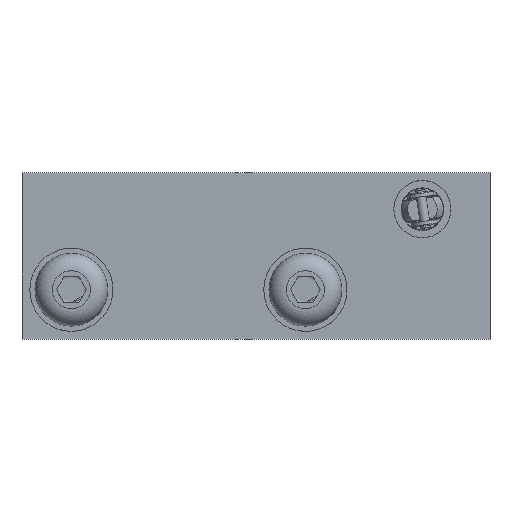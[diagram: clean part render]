
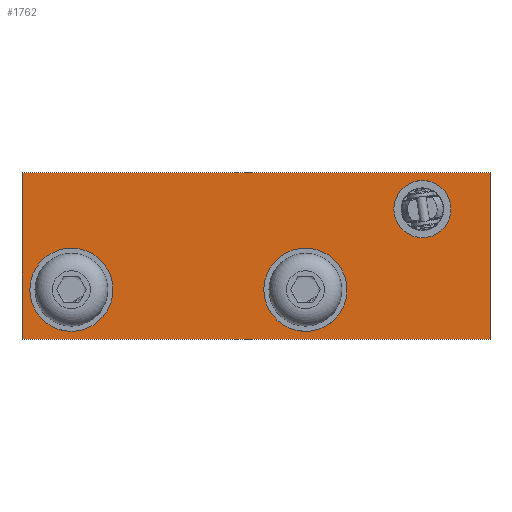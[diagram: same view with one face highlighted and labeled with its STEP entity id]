
A CAD part, top view. The second image highlights one B-rep face of the part: STEP entity #1762.
In plain terms, the highlighted planar face has unit normal (0, 0, 1).
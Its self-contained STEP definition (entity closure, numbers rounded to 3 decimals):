
#102=FACE_BOUND('',#304,.T.);
#103=FACE_BOUND('',#305,.T.);
#104=FACE_BOUND('',#306,.T.);
#129=PLANE('',#2043);
#189=FACE_OUTER_BOUND('',#303,.T.);
#303=EDGE_LOOP('',(#1245,#1246,#1247,#1248));
#304=EDGE_LOOP('',(#1249));
#305=EDGE_LOOP('',(#1250));
#306=EDGE_LOOP('',(#1251));
#429=LINE('',#2895,#548);
#432=LINE('',#2900,#551);
#434=LINE('',#2904,#553);
#436=LINE('',#2907,#555);
#548=VECTOR('',#2307,10.);
#551=VECTOR('',#2312,10.);
#553=VECTOR('',#2316,10.);
#555=VECTOR('',#2320,10.);
#663=CIRCLE('',#2030,5.5);
#664=CIRCLE('',#2033,4.25);
#666=CIRCLE('',#2036,4.25);
#777=VERTEX_POINT('',#2866);
#778=VERTEX_POINT('',#2872);
#780=VERTEX_POINT('',#2878);
#786=VERTEX_POINT('',#2893);
#787=VERTEX_POINT('',#2894);
#788=VERTEX_POINT('',#2899);
#789=VERTEX_POINT('',#2903);
#949=EDGE_CURVE('',#777,#777,#663,.T.);
#952=EDGE_CURVE('',#778,#778,#664,.T.);
#955=EDGE_CURVE('',#780,#780,#666,.T.);
#962=EDGE_CURVE('',#786,#787,#429,.T.);
#965=EDGE_CURVE('',#787,#788,#432,.T.);
#967=EDGE_CURVE('',#788,#789,#434,.T.);
#969=EDGE_CURVE('',#789,#786,#436,.T.);
#1245=ORIENTED_EDGE('',*,*,#962,.F.);
#1246=ORIENTED_EDGE('',*,*,#969,.F.);
#1247=ORIENTED_EDGE('',*,*,#967,.F.);
#1248=ORIENTED_EDGE('',*,*,#965,.F.);
#1249=ORIENTED_EDGE('',*,*,#949,.T.);
#1250=ORIENTED_EDGE('',*,*,#952,.T.);
#1251=ORIENTED_EDGE('',*,*,#955,.T.);
#1762=ADVANCED_FACE('',(#189,#102,#103,#104),#129,.T.);
#2030=AXIS2_PLACEMENT_3D('',#2867,#2279,#2280);
#2033=AXIS2_PLACEMENT_3D('',#2873,#2287,#2288);
#2036=AXIS2_PLACEMENT_3D('',#2879,#2294,#2295);
#2043=AXIS2_PLACEMENT_3D('',#2908,#2321,#2322);
#2279=DIRECTION('center_axis',(0.,0.,-1.));
#2280=DIRECTION('ref_axis',(1.,0.,0.));
#2287=DIRECTION('center_axis',(0.,0.,-1.));
#2288=DIRECTION('ref_axis',(1.,0.,0.));
#2294=DIRECTION('center_axis',(0.,0.,-1.));
#2295=DIRECTION('ref_axis',(1.,0.,0.));
#2307=DIRECTION('',(0.,-1.,0.));
#2312=DIRECTION('',(-1.,0.,0.));
#2316=DIRECTION('',(0.,1.,0.));
#2320=DIRECTION('',(1.,0.,0.));
#2321=DIRECTION('center_axis',(0.,0.,1.));
#2322=DIRECTION('ref_axis',(1.,0.,0.));
#2866=CARTESIAN_POINT('',(26.5,9.,5.));
#2867=CARTESIAN_POINT('Origin',(32.,9.,5.));
#2872=CARTESIAN_POINT('',(5.25,-6.5,5.));
#2873=CARTESIAN_POINT('Origin',(9.5,-6.5,5.));
#2878=CARTESIAN_POINT('',(-39.75,-6.5,5.));
#2879=CARTESIAN_POINT('Origin',(-35.5,-6.5,5.));
#2893=CARTESIAN_POINT('',(45.,16.,5.));
#2894=CARTESIAN_POINT('',(45.,-16.,5.));
#2895=CARTESIAN_POINT('',(45.,16.,5.));
#2899=CARTESIAN_POINT('',(-45.,-16.,5.));
#2900=CARTESIAN_POINT('',(45.,-16.,5.));
#2903=CARTESIAN_POINT('',(-45.,16.,5.));
#2904=CARTESIAN_POINT('',(-45.,-16.,5.));
#2907=CARTESIAN_POINT('',(-45.,16.,5.));
#2908=CARTESIAN_POINT('Origin',(0.,0.,
5.));
